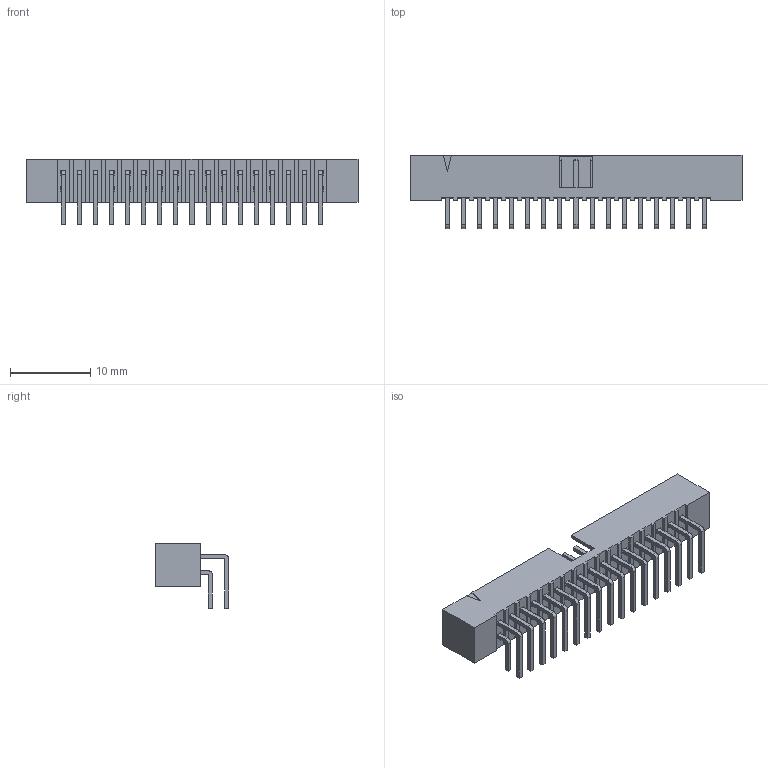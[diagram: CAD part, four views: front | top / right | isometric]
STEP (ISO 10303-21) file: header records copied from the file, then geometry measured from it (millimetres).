
FILE_DESCRIPTION (( 'STEP AP203' ), '1' );
FILE_NAME ('11096, SBH21-NBPN-D17-RA-_ _.STEP', '2015-09-03T08:24:07', ( 'LUANN HERRING' ), ( 'SULLINS' ), 'SwSTEP 2.0', 'SolidWorks 2015', '' );
FILE_SCHEMA (( 'CONFIG_CONTROL_DESIGN' ));
Length unit declared in the file: inch
Products named in the file (2): 11096, SBH21-NBPN-D17-RA-_ _
Bounding box: 41.3 x 9.1 x 8.2 mm (x, y, z)
Volume: 586.1 mm3; surface area: 2128.1 mm2
Topology: 1 solids, 1 shells, 940 faces, 2198 edges, 1328 vertices
Faces by surface type: plane 906, cylinder 34
Entity records: 25931 total; most frequent: CARTESIAN_POINT 4468, ORIENTED_EDGE 4396, DIRECTION 4150, EDGE_CURVE 2198, VECTOR 2130, LINE 2130, VERTEX_POINT 1328, AXIS2_PLACEMENT_3D 1010
